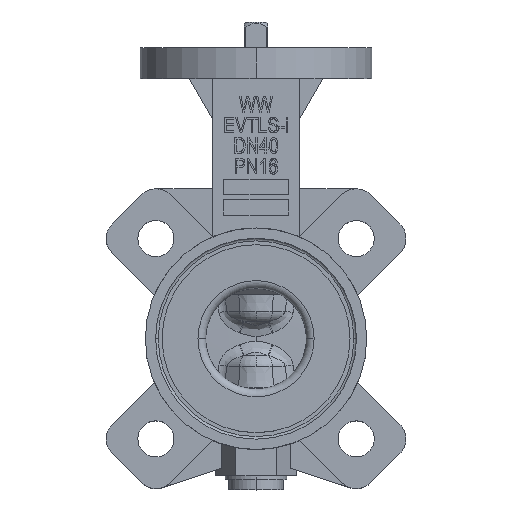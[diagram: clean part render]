
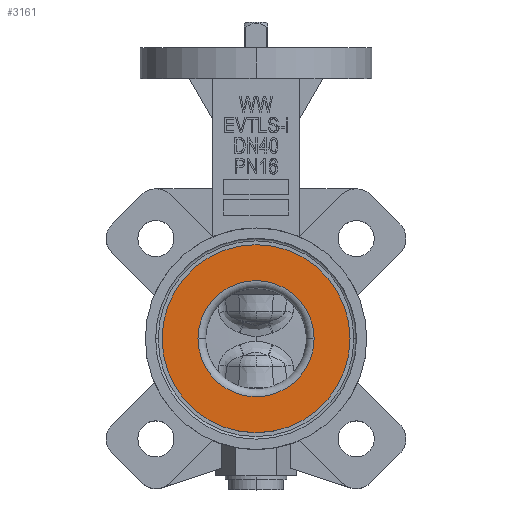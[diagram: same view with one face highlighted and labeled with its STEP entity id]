
A CAD part, top view. The second image highlights one B-rep face of the part: STEP entity #3161.
In plain terms, the highlighted planar face has unit normal (0, 0, 1).
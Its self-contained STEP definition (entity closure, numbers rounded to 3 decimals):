
#505 = AXIS2_PLACEMENT_3D ( 'NONE', #5906, #11642, #8874 ) ;
#1069 = CARTESIAN_POINT ( 'NONE',  ( -36.5, 0., 17.5 ) ) ;
#1548 = EDGE_CURVE ( 'NONE', #5310, #11656, #8143, .T. ) ;
#1889 = DIRECTION ( 'NONE',  ( 0., 0., 1. ) ) ;
#1950 = VERTEX_POINT ( 'NONE', #15251 ) ;
#2073 = DIRECTION ( 'NONE',  ( 1., 0., 0. ) ) ;
#2126 = CARTESIAN_POINT ( 'NONE',  ( 0., 0., 17.5 ) ) ;
#2403 = CARTESIAN_POINT ( 'NONE',  ( 36.5, 0., 17.5 ) ) ;
#2600 = AXIS2_PLACEMENT_3D ( 'NONE', #15105, #8001, #7942 ) ;
#2856 = VERTEX_POINT ( 'NONE', #5069 ) ;
#2868 = ORIENTED_EDGE ( 'NONE', *, *, #9558, .F. ) ;
#3123 = AXIS2_PLACEMENT_3D ( 'NONE', #17243, #4562, #3286 ) ;
#3161 = ADVANCED_FACE ( 'NONE', ( #16714, #7193 ), #14430, .F. ) ;
#3286 = DIRECTION ( 'NONE',  ( 1., 0., 0. ) ) ;
#4562 = DIRECTION ( 'NONE',  ( 0., 0., 1. ) ) ;
#5069 = CARTESIAN_POINT ( 'NONE',  ( -22.55, 0., 17.5 ) ) ;
#5206 = AXIS2_PLACEMENT_3D ( 'NONE', #2126, #1889, #2073 ) ;
#5310 = VERTEX_POINT ( 'NONE', #2403 ) ;
#5906 = CARTESIAN_POINT ( 'NONE',  ( 0., 22.55, 17.5 ) ) ;
#7193 = FACE_OUTER_BOUND ( 'NONE', #17247, .T. ) ;
#7880 = ORIENTED_EDGE ( 'NONE', *, *, #16282, .T. ) ;
#7942 = DIRECTION ( 'NONE',  ( 1., 0., 0. ) ) ;
#8001 = DIRECTION ( 'NONE',  ( 0., 0., 1. ) ) ;
#8143 = CIRCLE ( 'NONE', #2600, 36.5 ) ;
#8189 = ORIENTED_EDGE ( 'NONE', *, *, #11061, .F. ) ;
#8503 = CIRCLE ( 'NONE', #18104, 22.55 ) ;
#8596 = DIRECTION ( 'NONE',  ( 1., 0., 0. ) ) ;
#8874 = DIRECTION ( 'NONE',  ( -1., 0., 0. ) ) ;
#9558 = EDGE_CURVE ( 'NONE', #2856, #1950, #8503, .T. ) ;
#10152 = DIRECTION ( 'NONE',  ( 0., 0., 1. ) ) ;
#11061 = EDGE_CURVE ( 'NONE', #1950, #2856, #15122, .T. ) ;
#11614 = ORIENTED_EDGE ( 'NONE', *, *, #1548, .T. ) ;
#11642 = DIRECTION ( 'NONE',  ( 0., 0., -1. ) ) ;
#11656 = VERTEX_POINT ( 'NONE', #1069 ) ;
#12925 = CARTESIAN_POINT ( 'NONE',  ( 0., 0., 17.5 ) ) ;
#14127 = CIRCLE ( 'NONE', #3123, 36.5 ) ;
#14430 = PLANE ( 'NONE',  #505 ) ;
#15105 = CARTESIAN_POINT ( 'NONE',  ( 0., 0., 17.5 ) ) ;
#15122 = CIRCLE ( 'NONE', #5206, 22.55 ) ;
#15251 = CARTESIAN_POINT ( 'NONE',  ( 22.55, 0., 17.5 ) ) ;
#16282 = EDGE_CURVE ( 'NONE', #11656, #5310, #14127, .T. ) ;
#16714 = FACE_BOUND ( 'NONE', #17044, .T. ) ;
#17044 = EDGE_LOOP ( 'NONE', ( #8189, #2868 ) ) ;
#17243 = CARTESIAN_POINT ( 'NONE',  ( 0., 0., 17.5 ) ) ;
#17247 = EDGE_LOOP ( 'NONE', ( #11614, #7880 ) ) ;
#18104 = AXIS2_PLACEMENT_3D ( 'NONE', #12925, #10152, #8596 ) ;
